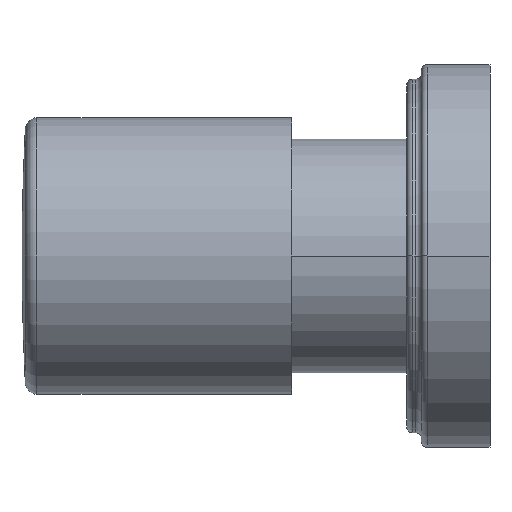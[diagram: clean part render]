
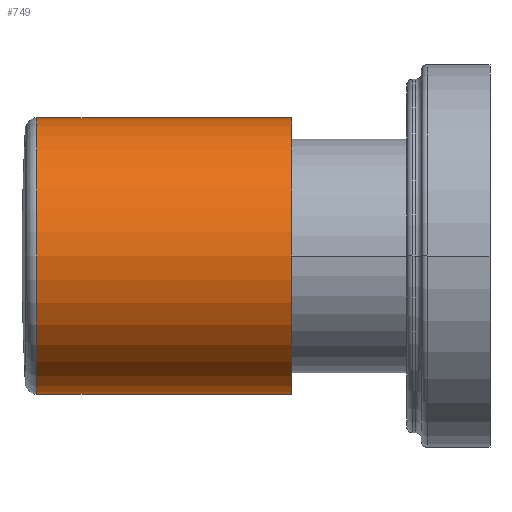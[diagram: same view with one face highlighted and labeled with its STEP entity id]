
A CAD part, left-side view. The second image highlights one B-rep face of the part: STEP entity #749.
In plain terms, the highlighted cylindrical face has radius 18.161 mm (diameter 36.322 mm), a partial arc.
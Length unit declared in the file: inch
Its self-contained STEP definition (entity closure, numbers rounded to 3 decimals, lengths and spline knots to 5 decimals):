
#138=DIRECTION('',(0.,1.,0.));
#139=VECTOR('',#138,1.31814);
#140=CARTESIAN_POINT('',(0.,1.026,0.715));
#141=LINE('',#140,#139);
#198=CARTESIAN_POINT('',(0.,1.026,0.));
#199=DIRECTION('',(0.,1.,0.));
#200=DIRECTION('',(0.,0.,-1.));
#201=AXIS2_PLACEMENT_3D('',#198,#199,#200);
#203=DIRECTION('',(0.,1.,0.));
#204=VECTOR('',#203,1.31814);
#205=CARTESIAN_POINT('',(0.,1.026,-0.715));
#206=LINE('',#205,#204);
#207=CARTESIAN_POINT('',(0.,2.34414,0.));
#208=DIRECTION('',(0.,-1.,0.));
#209=DIRECTION('',(0.,0.,1.));
#210=AXIS2_PLACEMENT_3D('',#207,#208,#209);
#461=CARTESIAN_POINT('',(0.,2.34414,0.715));
#462=CARTESIAN_POINT('',(0.,2.34414,-0.715));
#463=VERTEX_POINT('',#461);
#464=VERTEX_POINT('',#462);
#488=CARTESIAN_POINT('',(0.,1.026,0.715));
#489=CARTESIAN_POINT('',(0.,1.026,-0.715));
#490=VERTEX_POINT('',#488);
#491=VERTEX_POINT('',#489);
#737=CARTESIAN_POINT('',(0.,1.026,0.));
#738=DIRECTION('',(0.,1.,0.));
#739=DIRECTION('',(0.,0.,1.));
#740=AXIS2_PLACEMENT_3D('',#737,#738,#739);
#741=CYLINDRICAL_SURFACE('',#740,0.715);
#742=ORIENTED_EDGE('',*,*,#706,.F.);
#743=ORIENTED_EDGE('',*,*,#732,.T.);
#745=ORIENTED_EDGE('',*,*,#744,.F.);
#746=ORIENTED_EDGE('',*,*,#722,.F.);
#747=EDGE_LOOP('',(#742,#743,#745,#746));
#748=FACE_OUTER_BOUND('',#747,.F.);
#749=ADVANCED_FACE('',(#748),#741,.T.);
#202=CIRCLE('',#201,0.715);
#211=CIRCLE('',#210,0.715);
#706=EDGE_CURVE('',#491,#490,#202,.T.);
#722=EDGE_CURVE('',#490,#463,#141,.T.);
#732=EDGE_CURVE('',#491,#464,#206,.T.);
#744=EDGE_CURVE('',#463,#464,#211,.T.);
